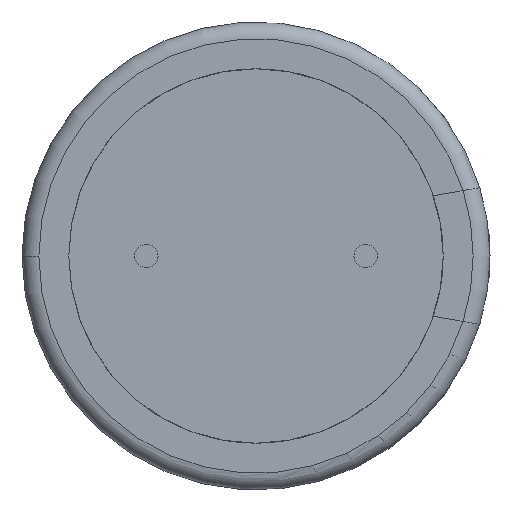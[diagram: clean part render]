
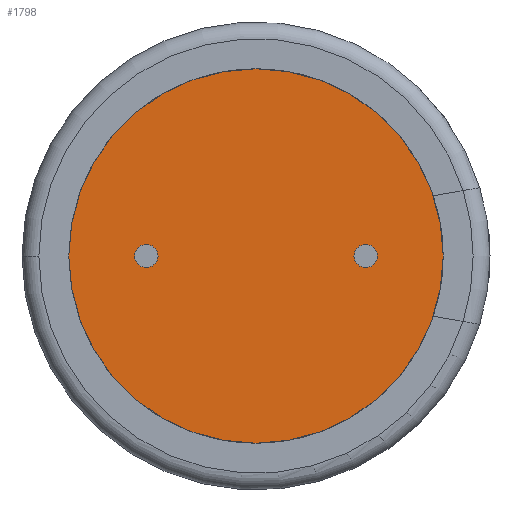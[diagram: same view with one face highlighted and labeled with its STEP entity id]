
A CAD part, front view. The second image highlights one B-rep face of the part: STEP entity #1798.
In plain terms, the highlighted planar face has unit normal (0, -1, 0).
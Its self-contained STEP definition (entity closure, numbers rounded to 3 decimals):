
#74 = EDGE_LOOP ( 'NONE', ( #1695, #2170 ) ) ;
#171 = CIRCLE ( 'NONE', #1528, 0.4 ) ;
#178 = CIRCLE ( 'NONE', #1732, 6.4 ) ;
#225 = EDGE_CURVE ( 'NONE', #1952, #864, #1059, .T. ) ;
#248 = CARTESIAN_POINT ( 'NONE',  ( -3.75, 0., 0. ) ) ;
#249 = CIRCLE ( 'NONE', #1163, 0.4 ) ;
#259 = PLANE ( 'NONE',  #1506 ) ;
#303 = CIRCLE ( 'NONE', #2315, 0.4 ) ;
#388 = CARTESIAN_POINT ( 'NONE',  ( 3.75, 0., 0.4 ) ) ;
#457 = DIRECTION ( 'NONE',  ( 0., 1., 0. ) ) ;
#472 = CARTESIAN_POINT ( 'NONE',  ( 6.4, 0., 0. ) ) ;
#498 = EDGE_CURVE ( 'NONE', #864, #1952, #171, .T. ) ;
#512 = FACE_BOUND ( 'NONE', #2017, .T. ) ;
#536 = ORIENTED_EDGE ( 'NONE', *, *, #225, .F. ) ;
#577 = DIRECTION ( 'NONE',  ( 0., 1., 0. ) ) ;
#670 = ORIENTED_EDGE ( 'NONE', *, *, #498, .F. ) ;
#677 = DIRECTION ( 'NONE',  ( 0., 1., 0. ) ) ;
#778 = CARTESIAN_POINT ( 'NONE',  ( 0., 0., 0. ) ) ;
#827 = VERTEX_POINT ( 'NONE', #2082 ) ;
#837 = CARTESIAN_POINT ( 'NONE',  ( 3.75, 0., 0. ) ) ;
#864 = VERTEX_POINT ( 'NONE', #388 ) ;
#879 = DIRECTION ( 'NONE',  ( 0., -1., 0. ) ) ;
#922 = EDGE_CURVE ( 'NONE', #827, #1598, #303, .T. ) ;
#984 = DIRECTION ( 'NONE',  ( 0., -1., 0. ) ) ;
#1022 = DIRECTION ( 'NONE',  ( -1., 0., 0. ) ) ;
#1059 = CIRCLE ( 'NONE', #1629, 0.4 ) ;
#1163 = AXIS2_PLACEMENT_3D ( 'NONE', #2122, #2113, #1354 ) ;
#1207 = FACE_OUTER_BOUND ( 'NONE', #1809, .T. ) ;
#1238 = CARTESIAN_POINT ( 'NONE',  ( 3.75, 0., 0. ) ) ;
#1293 = AXIS2_PLACEMENT_3D ( 'NONE', #2423, #677, #1820 ) ;
#1354 = DIRECTION ( 'NONE',  ( -1., 0., 0. ) ) ;
#1376 = EDGE_CURVE ( 'NONE', #2074, #1846, #178, .T. ) ;
#1378 = DIRECTION ( 'NONE',  ( -1., 0., 0. ) ) ;
#1456 = DIRECTION ( 'NONE',  ( -1., 0., 0. ) ) ;
#1506 = AXIS2_PLACEMENT_3D ( 'NONE', #2140, #457, #1976 ) ;
#1528 = AXIS2_PLACEMENT_3D ( 'NONE', #837, #2176, #1022 ) ;
#1598 = VERTEX_POINT ( 'NONE', #2084 ) ;
#1629 = AXIS2_PLACEMENT_3D ( 'NONE', #1238, #879, #1456 ) ;
#1632 = ORIENTED_EDGE ( 'NONE', *, *, #1376, .F. ) ;
#1682 = EDGE_CURVE ( 'NONE', #1598, #827, #249, .T. ) ;
#1695 = ORIENTED_EDGE ( 'NONE', *, *, #922, .F. ) ;
#1732 = AXIS2_PLACEMENT_3D ( 'NONE', #778, #577, #2098 ) ;
#1791 = CIRCLE ( 'NONE', #1293, 6.4 ) ;
#1798 = ADVANCED_FACE ( 'NONE', ( #2172, #512, #1207 ), #259, .F. ) ;
#1809 = EDGE_LOOP ( 'NONE', ( #2379, #1632 ) ) ;
#1820 = DIRECTION ( 'NONE',  ( -1., 0., 0. ) ) ;
#1846 = VERTEX_POINT ( 'NONE', #2215 ) ;
#1952 = VERTEX_POINT ( 'NONE', #2181 ) ;
#1976 = DIRECTION ( 'NONE',  ( -1., 0., 0. ) ) ;
#2017 = EDGE_LOOP ( 'NONE', ( #670, #536 ) ) ;
#2074 = VERTEX_POINT ( 'NONE', #472 ) ;
#2082 = CARTESIAN_POINT ( 'NONE',  ( -3.75, 0., 0.4 ) ) ;
#2084 = CARTESIAN_POINT ( 'NONE',  ( -3.75, 0., -0.4 ) ) ;
#2098 = DIRECTION ( 'NONE',  ( -1., 0., 0. ) ) ;
#2113 = DIRECTION ( 'NONE',  ( 0., -1., 0. ) ) ;
#2122 = CARTESIAN_POINT ( 'NONE',  ( -3.75, 0., 0. ) ) ;
#2140 = CARTESIAN_POINT ( 'NONE',  ( 0., 0., 0. ) ) ;
#2170 = ORIENTED_EDGE ( 'NONE', *, *, #1682, .F. ) ;
#2172 = FACE_BOUND ( 'NONE', #74, .T. ) ;
#2176 = DIRECTION ( 'NONE',  ( 0., -1., 0. ) ) ;
#2181 = CARTESIAN_POINT ( 'NONE',  ( 3.75, 0., -0.4 ) ) ;
#2215 = CARTESIAN_POINT ( 'NONE',  ( -6.4, 0., 0. ) ) ;
#2315 = AXIS2_PLACEMENT_3D ( 'NONE', #248, #984, #1378 ) ;
#2379 = ORIENTED_EDGE ( 'NONE', *, *, #2427, .F. ) ;
#2423 = CARTESIAN_POINT ( 'NONE',  ( 0., 0., 0. ) ) ;
#2427 = EDGE_CURVE ( 'NONE', #1846, #2074, #1791, .T. ) ;
